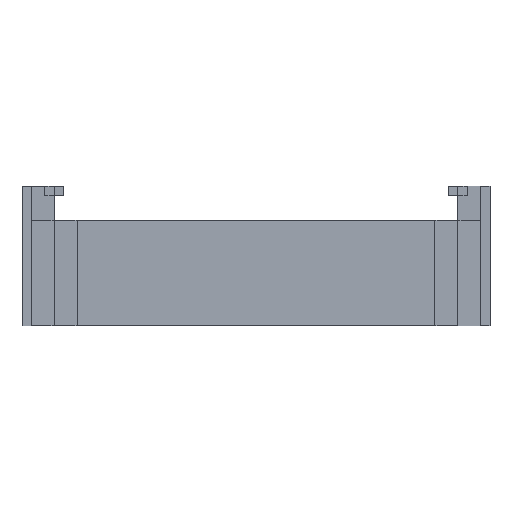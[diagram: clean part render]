
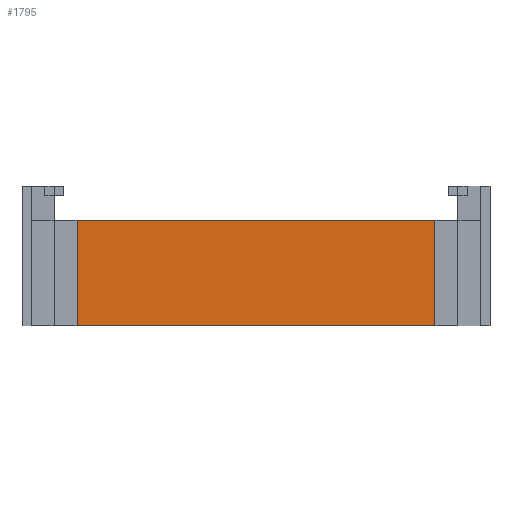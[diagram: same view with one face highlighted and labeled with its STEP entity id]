
A CAD part, left-side view. The second image highlights one B-rep face of the part: STEP entity #1795.
In plain terms, the highlighted planar face has unit normal (-1, 0, 0).
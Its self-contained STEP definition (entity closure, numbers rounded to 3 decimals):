
#584 = EDGE_CURVE('',#585,#587,#589,.T.);
#585 = VERTEX_POINT('',#586);
#586 = CARTESIAN_POINT('',(-17.25,-24.25,65.));
#587 = VERTEX_POINT('',#588);
#588 = CARTESIAN_POINT('',(-17.25,53.75,65.));
#589 = LINE('',#590,#591);
#590 = CARTESIAN_POINT('',(-17.25,-24.25,65.));
#591 = VECTOR('',#592,1.);
#592 = DIRECTION('',(0.,1.,0.));
#918 = EDGE_CURVE('',#919,#921,#923,.T.);
#919 = VERTEX_POINT('',#920);
#920 = CARTESIAN_POINT('',(-17.25,-24.25,42.));
#921 = VERTEX_POINT('',#922);
#922 = CARTESIAN_POINT('',(-17.25,53.75,42.));
#923 = LINE('',#924,#925);
#924 = CARTESIAN_POINT('',(-17.25,-24.25,42.));
#925 = VECTOR('',#926,1.);
#926 = DIRECTION('',(0.,1.,0.));
#1795 = ADVANCED_FACE('',(#1796),#1812,.F.);
#1796 = FACE_BOUND('',#1797,.F.);
#1797 = EDGE_LOOP('',(#1798,#1804,#1805,#1811));
#1798 = ORIENTED_EDGE('',*,*,#1799,.F.);
#1799 = EDGE_CURVE('',#919,#585,#1800,.T.);
#1800 = LINE('',#1801,#1802);
#1801 = CARTESIAN_POINT('',(-17.25,-24.25,42.));
#1802 = VECTOR('',#1803,1.);
#1803 = DIRECTION('',(0.,0.,1.));
#1804 = ORIENTED_EDGE('',*,*,#918,.T.);
#1805 = ORIENTED_EDGE('',*,*,#1806,.T.);
#1806 = EDGE_CURVE('',#921,#587,#1807,.T.);
#1807 = LINE('',#1808,#1809);
#1808 = CARTESIAN_POINT('',(-17.25,53.75,42.));
#1809 = VECTOR('',#1810,1.);
#1810 = DIRECTION('',(0.,0.,1.));
#1811 = ORIENTED_EDGE('',*,*,#584,.F.);
#1812 = PLANE('',#1813);
#1813 = AXIS2_PLACEMENT_3D('',#1814,#1815,#1816);
#1814 = CARTESIAN_POINT('',(-17.25,-24.25,42.));
#1815 = DIRECTION('',(1.,0.,0.));
#1816 = DIRECTION('',(0.,0.,1.));
